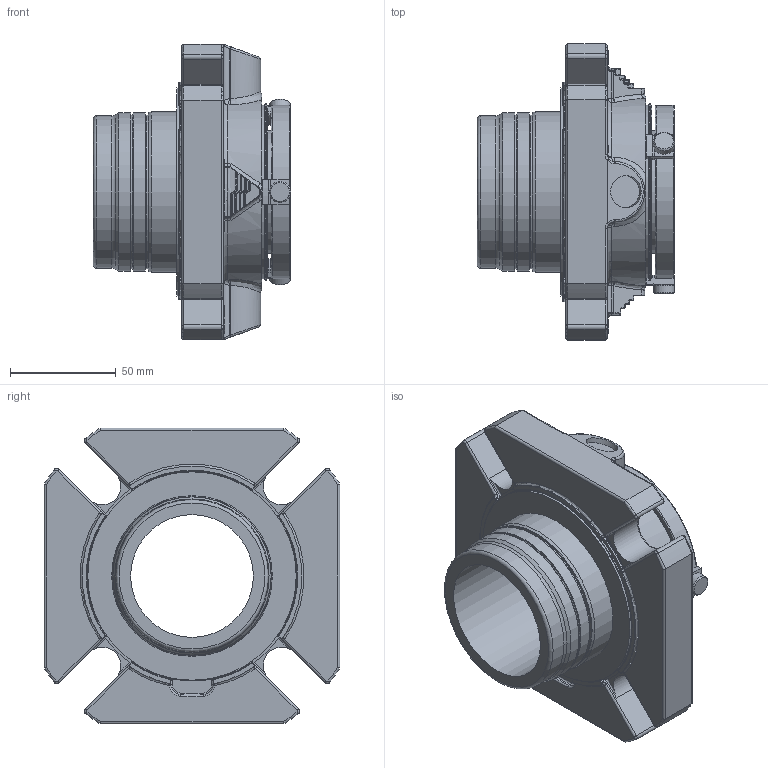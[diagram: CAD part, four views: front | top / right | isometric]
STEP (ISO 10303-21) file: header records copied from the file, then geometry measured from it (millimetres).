
FILE_DESCRIPTION(/* description */ ('Unknown'),/* implementation_level */ '2;1');
FILE_NAME(/* name */ '58mm',/* time_stamp */ '2023-01-26T16:01:30+00:00',/* author */ ('Unknown'),/* organization */ ('Unknown'),/* preprocessor_version */ 'ST-DEVELOPER v16.7',/* originating_system */ 'Solid Edge',/* authorisation */ 'Unknown');
FILE_SCHEMA (('AUTOMOTIVE_DESIGN {1 0 10303 214 3 1 1}'));
Length unit declared in the file: millimetre
Products named in the file (1): 58mm
Bounding box: 93.24 x 139.7 x 139.7 mm (x, y, z)
Volume: 467598.4 mm3; surface area: 89411.8 mm2
Topology: 1 solids, 1 shells, 1034 faces, 2682 edges, 1662 vertices
Faces by surface type: cylinder 373, plane 297, bspline 171, torus 132, sphere 35, cone 26
Full cylindrical faces by diameter (mm): 4.837 x2, 10 x3, 15.342 x2, 57.988 x1, 58.09 x1, 60.808 x1, 71.984 x1, 72.644 x2, 74.676 x1, 74.727 x1, 75.921 x1, 82.042 x2, 83.566 x1, 95.555 x1, 98.5 x1, 98.501 x1, 98.908 x1, 99.162 x1
Entity records: 34646 total; most frequent: CARTESIAN_POINT 10508, ORIENTED_EDGE 5188, DIRECTION 4842, EDGE_CURVE 2594, AXIS2_PLACEMENT_3D 1857, VERTEX_POINT 1641, EDGE_LOOP 1135, FACE_BOUND 1135
